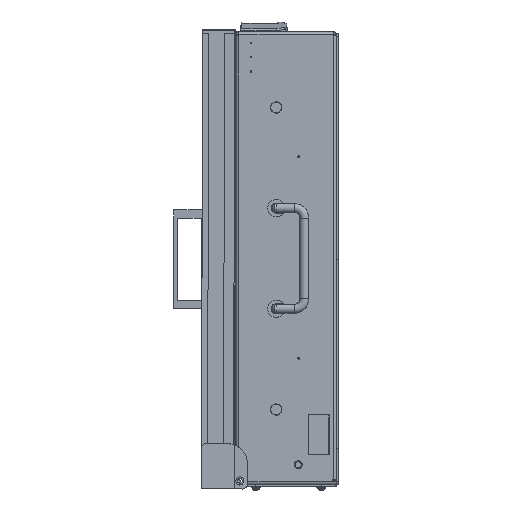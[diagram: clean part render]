
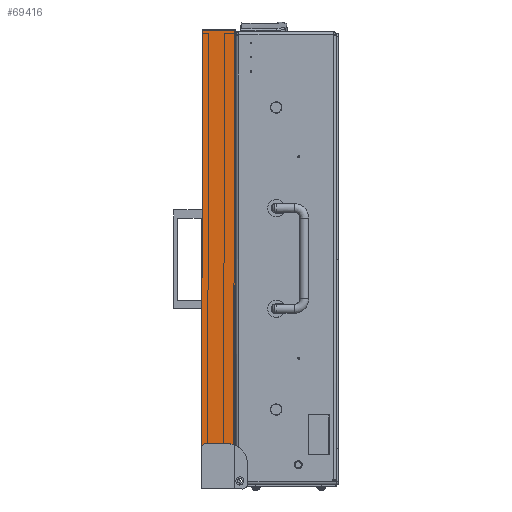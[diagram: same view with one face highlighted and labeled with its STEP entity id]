
A CAD part, left-side view. The second image highlights one B-rep face of the part: STEP entity #69416.
In plain terms, the highlighted planar face has unit normal (-1, 0, 0).
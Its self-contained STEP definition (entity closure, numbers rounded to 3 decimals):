
#3039 = ORIENTED_EDGE ( 'NONE', *, *, #42102, .F. ) ;
#4343 = CARTESIAN_POINT ( 'NONE',  ( -277.5, 0., -184.265 ) ) ;
#5107 = CIRCLE ( 'NONE', #65543, 5. ) ;
#6546 = CARTESIAN_POINT ( 'NONE',  ( -277.5, 0., -228. ) ) ;
#7276 = ORIENTED_EDGE ( 'NONE', *, *, #20418, .F. ) ;
#7500 = CARTESIAN_POINT ( 'NONE',  ( -277.5, 7., -183. ) ) ;
#7639 = VECTOR ( 'NONE', #47289, 1000. ) ;
#11440 = PLANE ( 'NONE',  #13286 ) ;
#12549 = ORIENTED_EDGE ( 'NONE', *, *, #42407, .T. ) ;
#13286 = AXIS2_PLACEMENT_3D ( 'NONE', #54367, #48824, #35475 ) ;
#13445 = CARTESIAN_POINT ( 'NONE',  ( -277.5, 33., 228. ) ) ;
#19326 = LINE ( 'NONE', #13445, #46241 ) ;
#19787 = AXIS2_PLACEMENT_3D ( 'NONE', #33036, #44860, #68898 ) ;
#20418 = EDGE_CURVE ( 'NONE', #63625, #57104, #29150, .T. ) ;
#20870 = ORIENTED_EDGE ( 'NONE', *, *, #62623, .F. ) ;
#24234 = DIRECTION ( 'NONE',  ( 0., 0., 1. ) ) ;
#25360 = EDGE_CURVE ( 'NONE', #49241, #63625, #77737, .T. ) ;
#28831 = ORIENTED_EDGE ( 'NONE', *, *, #25360, .F. ) ;
#29150 = LINE ( 'NONE', #41771, #7639 ) ;
#30163 = LINE ( 'NONE', #6546, #61456 ) ;
#30239 = CARTESIAN_POINT ( 'NONE',  ( -277.5, 0., 228. ) ) ;
#30303 = FACE_OUTER_BOUND ( 'NONE', #77280, .T. ) ;
#33036 = CARTESIAN_POINT ( 'NONE',  ( -277.5, 7., -203. ) ) ;
#35475 = DIRECTION ( 'NONE',  ( 0., 0., -1. ) ) ;
#36280 = CARTESIAN_POINT ( 'NONE',  ( -277.5, 33., -188. ) ) ;
#36975 = VERTEX_POINT ( 'NONE', #49959 ) ;
#41771 = CARTESIAN_POINT ( 'NONE',  ( -277.5, 33., -183. ) ) ;
#42102 = EDGE_CURVE ( 'NONE', #36975, #61959, #19326, .T. ) ;
#42407 = EDGE_CURVE ( 'NONE', #49241, #61959, #30163, .T. ) ;
#43576 = DIRECTION ( 'NONE',  ( 0., 0., 1. ) ) ;
#44259 = CARTESIAN_POINT ( 'NONE',  ( -277.5, 28., -183. ) ) ;
#44860 = DIRECTION ( 'NONE',  ( -1., 0., 0. ) ) ;
#45426 = DIRECTION ( 'NONE',  ( 1., 0., 0. ) ) ;
#46241 = VECTOR ( 'NONE', #57439, 1000. ) ;
#47289 = DIRECTION ( 'NONE',  ( 0., 1., 0. ) ) ;
#48049 = VECTOR ( 'NONE', #24234, 1000. ) ;
#48824 = DIRECTION ( 'NONE',  ( 1., 0., 0. ) ) ;
#49241 = VERTEX_POINT ( 'NONE', #4343 ) ;
#49832 = CARTESIAN_POINT ( 'NONE',  ( -277.5, 33., -228. ) ) ;
#49959 = CARTESIAN_POINT ( 'NONE',  ( -277.5, 33., 228. ) ) ;
#51935 = VERTEX_POINT ( 'NONE', #36280 ) ;
#54203 = LINE ( 'NONE', #49832, #48049 ) ;
#54367 = CARTESIAN_POINT ( 'NONE',  ( -277.5, 33., -228. ) ) ;
#57104 = VERTEX_POINT ( 'NONE', #44259 ) ;
#57439 = DIRECTION ( 'NONE',  ( 0., -1., 0. ) ) ;
#61456 = VECTOR ( 'NONE', #43576, 1000. ) ;
#61959 = VERTEX_POINT ( 'NONE', #30239 ) ;
#62623 = EDGE_CURVE ( 'NONE', #51935, #36975, #54203, .T. ) ;
#63569 = CARTESIAN_POINT ( 'NONE',  ( -277.5, 28., -188. ) ) ;
#63625 = VERTEX_POINT ( 'NONE', #7500 ) ;
#65543 = AXIS2_PLACEMENT_3D ( 'NONE', #63569, #45426, #69462 ) ;
#68898 = DIRECTION ( 'NONE',  ( 0., 0., -1. ) ) ;
#69416 = ADVANCED_FACE ( 'NONE', ( #30303 ), #11440, .F. ) ;
#69462 = DIRECTION ( 'NONE',  ( 0., 0., -1. ) ) ;
#71449 = ORIENTED_EDGE ( 'NONE', *, *, #74531, .T. ) ;
#74531 = EDGE_CURVE ( 'NONE', #51935, #57104, #5107, .T. ) ;
#77280 = EDGE_LOOP ( 'NONE', ( #28831, #12549, #3039, #20870, #71449, #7276 ) ) ;
#77737 = CIRCLE ( 'NONE', #19787, 20. ) ;
